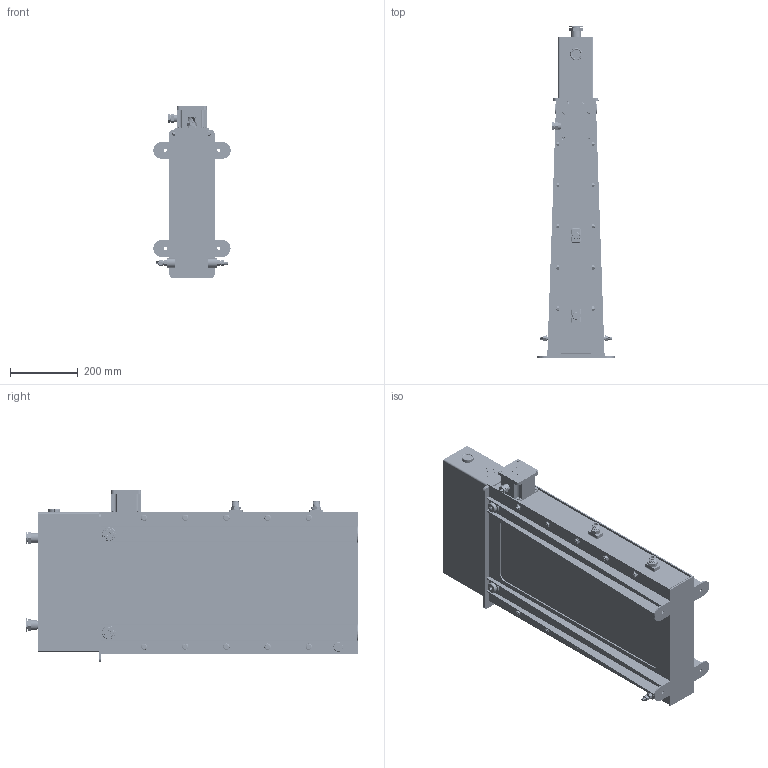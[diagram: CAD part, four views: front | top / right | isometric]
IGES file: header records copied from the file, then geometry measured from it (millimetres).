
Start section: SolidWorks IGES file using analytic representation for surfaces
Global section: file name: ÐÑÌÊ1À-IP65.IGS; native system: SolidWorks 2020; preprocessor: SolidWorks 2020; author: User; date: 240403.133551; units: millimetre
Bounding box: 227.83 x 977.8 x 506.5 mm (x, y, z)
Surface area: 2994429.5 mm2 (no closed solid volume)
Topology: 0 solids, 0 shells, 4995 faces, 74280 edges, 74220 vertices
Faces by surface type: bspline 2668, revolution 2327
